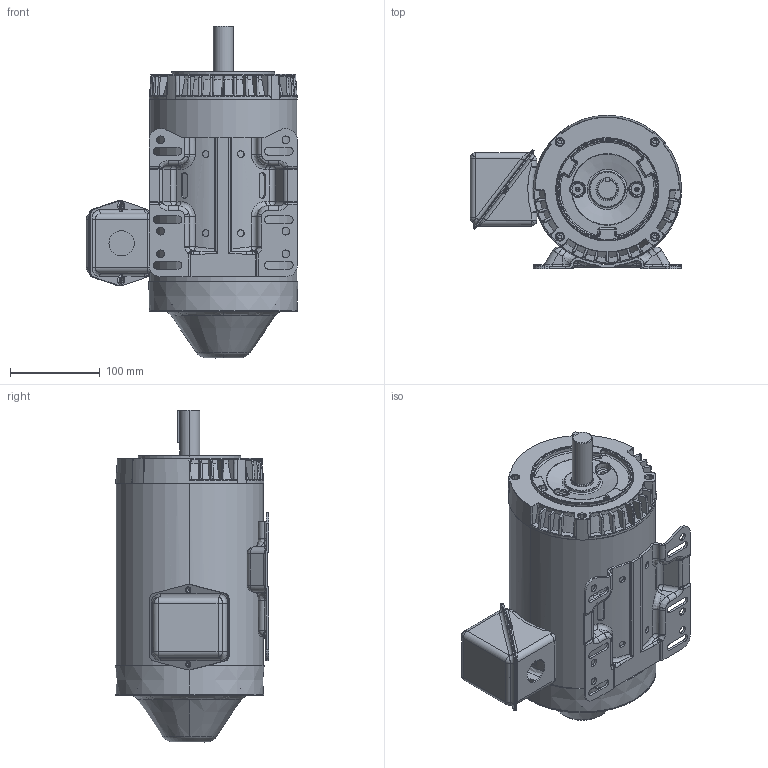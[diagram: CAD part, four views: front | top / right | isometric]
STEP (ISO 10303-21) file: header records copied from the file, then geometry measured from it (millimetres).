
FILE_DESCRIPTION (( 'STEP AP214' ), '1' );
FILE_NAME ('UN1T3BC.STEP', '2024-08-13T01:07:31', ( '' ), ( '' ), 'SwSTEP 2.0', 'SolidWorks 2021', '' );
FILE_SCHEMA (( 'AUTOMOTIVE_DESIGN' ));
Length unit declared in the file: inch
Products named in the file (1): UN1T3BC
Bounding box: 235.69 x 171.14 x 369.97 mm (x, y, z)
Volume: 932779.3 mm3; surface area: 615494.4 mm2
Topology: 10 solids, 10 shells, 2525 faces, 6194 edges, 3729 vertices
Faces by surface type: bspline 733, cylinder 538, plane 486, torus 317, cone 278, sphere 173
Entity records: 124667 total; most frequent: CARTESIAN_POINT 74143, ORIENTED_EDGE 12366, DIRECTION 8018, EDGE_CURVE 6183, VERTEX_POINT 3729, AXIS2_PLACEMENT_3D 3343, B_SPLINE_CURVE_WITH_KNOTS 2847, EDGE_LOOP 2660
